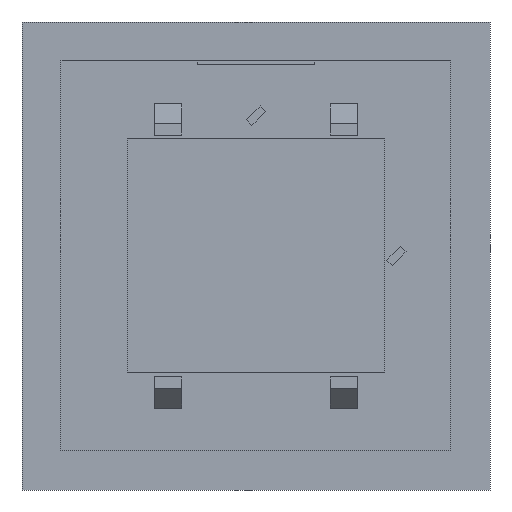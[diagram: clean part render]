
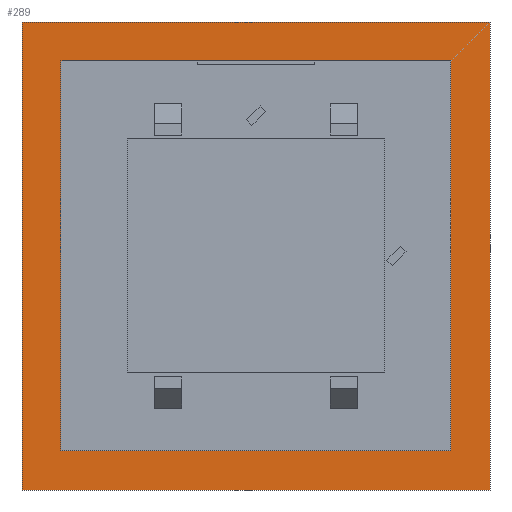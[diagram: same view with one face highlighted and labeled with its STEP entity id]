
A CAD part, front view. The second image highlights one B-rep face of the part: STEP entity #289.
In plain terms, the highlighted planar face has unit normal (0, -1, 0).
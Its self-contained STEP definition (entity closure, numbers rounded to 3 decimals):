
#21 = ORIENTED_EDGE ( 'NONE', *, *, #290, .T. ) ;
#26 = VERTEX_POINT ( 'NONE', #972 ) ;
#29 = VERTEX_POINT ( 'NONE', #973 ) ;
#49 = ORIENTED_EDGE ( 'NONE', *, *, #565, .F. ) ;
#66 = ORIENTED_EDGE ( 'NONE', *, *, #697, .T. ) ;
#85 = VERTEX_POINT ( 'NONE', #1160 ) ;
#93 = ORIENTED_EDGE ( 'NONE', *, *, #551, .T. ) ;
#98 = VERTEX_POINT ( 'NONE', #1250 ) ;
#136 = VERTEX_POINT ( 'NONE', #1480 ) ;
#179 = EDGE_LOOP ( 'NONE', ( #706, #93, #21, #66 ) ) ;
#225 = ORIENTED_EDGE ( 'NONE', *, *, #416, .F. ) ;
#289 = ADVANCED_FACE ( 'NONE', ( #1370, #1371 ), #1372, .T. ) ;
#290 = EDGE_CURVE ( 'NONE', #98, #136, #1377, .T. ) ;
#300 = LINE ( 'NONE', #301, #302 ) ;
#301 = CARTESIAN_POINT ( 'NONE',  ( -6., 6.6, -6. ) ) ;
#302 = VECTOR ( 'NONE', #303, 1000. ) ;
#303 = DIRECTION ( 'NONE',  ( 0., 0., 1. ) ) ;
#416 = EDGE_CURVE ( 'NONE', #29, #513, #1476, .T. ) ;
#513 = VERTEX_POINT ( 'NONE', #1586 ) ;
#551 = EDGE_CURVE ( 'NONE', #85, #98, #1737, .T. ) ;
#555 = ORIENTED_EDGE ( 'NONE', *, *, #1470, .F. ) ;
#565 = EDGE_CURVE ( 'NONE', #756, #26, #1765, .T. ) ;
#613 = EDGE_LOOP ( 'NONE', ( #555, #225, #715, #49 ) ) ;
#671 = VERTEX_POINT ( 'NONE', #2099 ) ;
#697 = EDGE_CURVE ( 'NONE', #136, #671, #905, .T. ) ;
#706 = ORIENTED_EDGE ( 'NONE', *, *, #793, .T. ) ;
#715 = ORIENTED_EDGE ( 'NONE', *, *, #716, .F. ) ;
#716 = EDGE_CURVE ( 'NONE', #26, #29, #989, .T. ) ;
#756 = VERTEX_POINT ( 'NONE', #1128 ) ;
#793 = EDGE_CURVE ( 'NONE', #671, #85, #1351, .T. ) ;
#905 = LINE ( 'NONE', #906, #907 ) ;
#906 = CARTESIAN_POINT ( 'NONE',  ( 4.4, 6.6, -4.4 ) ) ;
#907 = VECTOR ( 'NONE', #912, 1000. ) ;
#912 = DIRECTION ( 'NONE',  ( -1., 0., 0. ) ) ;
#972 = CARTESIAN_POINT ( 'NONE',  ( 6., 6.6, 6. ) ) ;
#973 = CARTESIAN_POINT ( 'NONE',  ( 6., 6.6, -6. ) ) ;
#989 = LINE ( 'NONE', #990, #991 ) ;
#990 = CARTESIAN_POINT ( 'NONE',  ( 6., 6.6, 6. ) ) ;
#991 = VECTOR ( 'NONE', #992, 1000. ) ;
#992 = DIRECTION ( 'NONE',  ( 0., 0., -1. ) ) ;
#1128 = CARTESIAN_POINT ( 'NONE',  ( -6., 6.6, 6. ) ) ;
#1160 = CARTESIAN_POINT ( 'NONE',  ( -4.4, 6.6, 4.4 ) ) ;
#1250 = CARTESIAN_POINT ( 'NONE',  ( 4.4, 6.6, 4.4 ) ) ;
#1351 = LINE ( 'NONE', #1352, #1353 ) ;
#1352 = CARTESIAN_POINT ( 'NONE',  ( -4.4, 6.6, -4.4 ) ) ;
#1353 = VECTOR ( 'NONE', #1354, 1000. ) ;
#1354 = DIRECTION ( 'NONE',  ( 0., 0., 1. ) ) ;
#1370 = FACE_OUTER_BOUND ( 'NONE', #613, .T. ) ;
#1371 = FACE_BOUND ( 'NONE', #179, .T. ) ;
#1372 = PLANE ( 'NONE',  #1373 ) ;
#1373 = AXIS2_PLACEMENT_3D ( 'NONE', #1374, #1375, #1376 ) ;
#1374 = CARTESIAN_POINT ( 'NONE',  ( -6., 6.6, -6. ) ) ;
#1375 = DIRECTION ( 'NONE',  ( 0., -1., 0. ) ) ;
#1376 = DIRECTION ( 'NONE',  ( 0., 0., -1. ) ) ;
#1377 = LINE ( 'NONE', #1382, #1383 ) ;
#1382 = CARTESIAN_POINT ( 'NONE',  ( 4.4, 6.6, 4.4 ) ) ;
#1383 = VECTOR ( 'NONE', #1384, 1000. ) ;
#1384 = DIRECTION ( 'NONE',  ( 0., 0., -1. ) ) ;
#1470 = EDGE_CURVE ( 'NONE', #513, #756, #300, .T. ) ;
#1476 = LINE ( 'NONE', #1477, #1478 ) ;
#1477 = CARTESIAN_POINT ( 'NONE',  ( 6., 6.6, -6. ) ) ;
#1478 = VECTOR ( 'NONE', #1479, 1000. ) ;
#1479 = DIRECTION ( 'NONE',  ( -1., 0., 0. ) ) ;
#1480 = CARTESIAN_POINT ( 'NONE',  ( 4.4, 6.6, -4.4 ) ) ;
#1586 = CARTESIAN_POINT ( 'NONE',  ( -6., 6.6, -6. ) ) ;
#1737 = LINE ( 'NONE', #1738, #1739 ) ;
#1738 = CARTESIAN_POINT ( 'NONE',  ( -4.4, 6.6, 4.4 ) ) ;
#1739 = VECTOR ( 'NONE', #1740, 1000. ) ;
#1740 = DIRECTION ( 'NONE',  ( 1., 0., 0. ) ) ;
#1765 = LINE ( 'NONE', #1766, #1767 ) ;
#1766 = CARTESIAN_POINT ( 'NONE',  ( -6., 6.6, 6. ) ) ;
#1767 = VECTOR ( 'NONE', #1768, 1000. ) ;
#1768 = DIRECTION ( 'NONE',  ( 1., 0., 0. ) ) ;
#2099 = CARTESIAN_POINT ( 'NONE',  ( -4.4, 6.6, -4.4 ) ) ;
